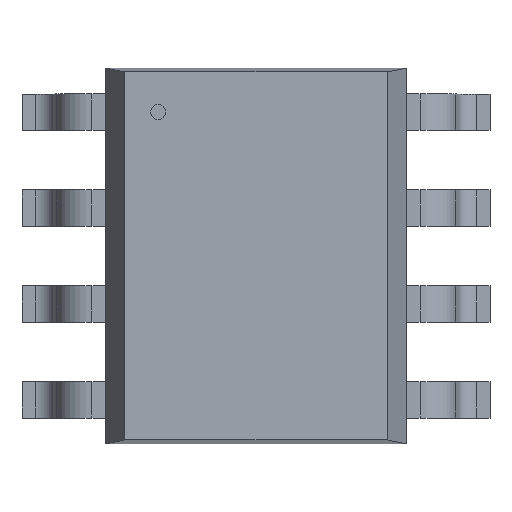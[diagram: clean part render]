
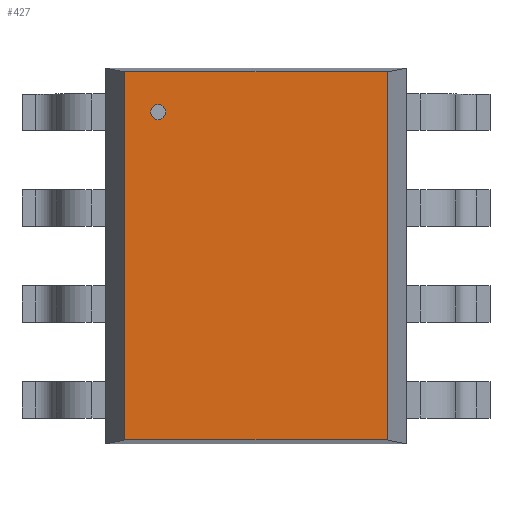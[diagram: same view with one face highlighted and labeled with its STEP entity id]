
A CAD part, top view. The second image highlights one B-rep face of the part: STEP entity #427.
In plain terms, the highlighted planar face has unit normal (0, 0, 1).
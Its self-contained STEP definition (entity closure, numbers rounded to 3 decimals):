
#427=ADVANCED_FACE('',(#433),#428,.T.);
#428=PLANE('',#429);
#429=AXIS2_PLACEMENT_3D('',#430,#431,#432);
#430=CARTESIAN_POINT('',(-1.74,-2.438,1.676));
#431=DIRECTION('',(0.0,0.0,1.0));
#432=DIRECTION('',(0.,1.,0.));
#433=FACE_OUTER_BOUND('',#434,.T.);
#434=EDGE_LOOP('',(#435,#445,#455,#465));
#438=CARTESIAN_POINT('',(1.74,-2.438,1.676));
#437=VERTEX_POINT('',#438);
#440=CARTESIAN_POINT('',(-1.74,-2.438,1.676));
#439=VERTEX_POINT('',#440);
#436=EDGE_CURVE('',#437,#439,#441,.T.);
#441=LINE('',#438,#443);
#443=VECTOR('',#444,3.48);
#444=DIRECTION('',(-1.0,0.0,0.0));
#435=ORIENTED_EDGE('',*,*,#436,.F.);
#448=CARTESIAN_POINT('',(1.74,2.438,1.676));
#447=VERTEX_POINT('',#448);
#446=EDGE_CURVE('',#447,#437,#451,.T.);
#451=LINE('',#448,#453);
#453=VECTOR('',#454,4.877);
#454=DIRECTION('',(0.0,-1.0,0.0));
#445=ORIENTED_EDGE('',*,*,#446,.F.);
#458=CARTESIAN_POINT('',(-1.74,2.438,1.676));
#457=VERTEX_POINT('',#458);
#456=EDGE_CURVE('',#457,#447,#461,.T.);
#461=LINE('',#458,#463);
#463=VECTOR('',#464,3.48);
#464=DIRECTION('',(1.0,0.0,0.0));
#455=ORIENTED_EDGE('',*,*,#456,.F.);
#466=EDGE_CURVE('',#439,#457,#471,.T.);
#471=LINE('',#440,#473);
#473=VECTOR('',#474,4.877);
#474=DIRECTION('',(0.0,1.0,0.0));
#465=ORIENTED_EDGE('',*,*,#466,.F.);
